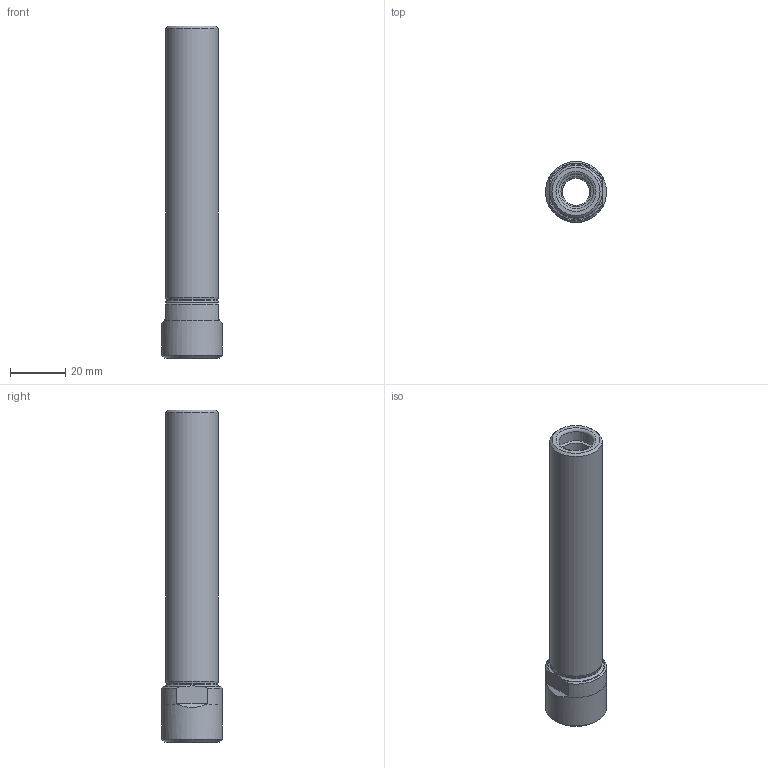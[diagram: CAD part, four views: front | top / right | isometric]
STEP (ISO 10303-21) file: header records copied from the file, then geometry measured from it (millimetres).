
FILE_DESCRIPTION(/* description */ (''),/* implementation_level */ '2;1');
FILE_NAME(/* name */ '261911661.stp',/* time_stamp */ '2021-01-19T15:18:37',/* author */ ('LRA'),/* organization */ ('REGO-FIX'),/* preprocessor_version */ ' Unknown',/* originating_system */ 'SIEMENS PLM Software Solid Edge ST10',/* authorization */ 'Unknown');
FILE_SCHEMA (('AUTOMOTIVE_DESIGN { 1 0 10303 214 2 1 1}'));
Length unit declared in the file: millimetre
Products named in the file (1): NOCUT
Bounding box: 22 x 22 x 120 mm (x, y, z)
Volume: 24171.4 mm3; surface area: 11880.3 mm2
Topology: 1 solids, 1 shells, 31 faces, 75 edges, 46 vertices
Faces by surface type: cylinder 11, cone 9, plane 8, torus 3
Full cylindrical faces by diameter (mm): 9.917 x2, 10.917 x2, 11.2 x1, 12.5 x1, 18.65 x1, 19.05 x1, 22 x1
Entity records: 1026 total; most frequent: DIRECTION 148, CARTESIAN_POINT 145, ORIENTED_EDGE 100, AXIS2_PLACEMENT_3D 69, EDGE_LOOP 52, FACE_BOUND 52, EDGE_CURVE 50, VERTEX_POINT 40
